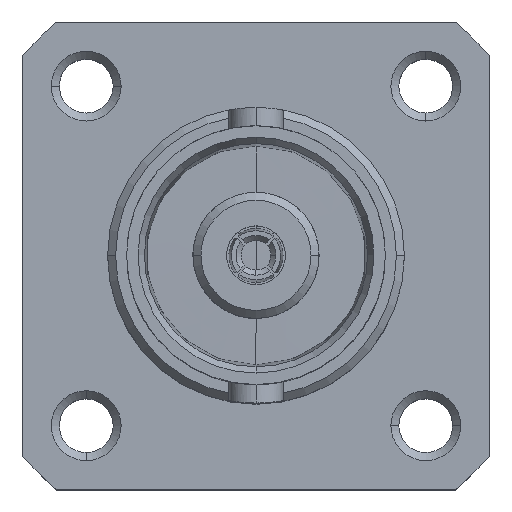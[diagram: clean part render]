
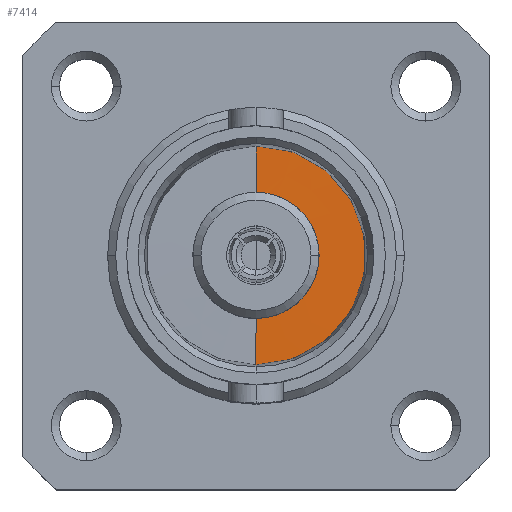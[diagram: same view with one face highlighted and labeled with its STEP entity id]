
A CAD part, top view. The second image highlights one B-rep face of the part: STEP entity #7414.
In plain terms, the highlighted conical face has half-angle 89.592 degrees and reference radius 4.44 mm.
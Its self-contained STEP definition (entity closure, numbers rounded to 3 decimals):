
#904 = LINE ( 'NONE', #6055, #9345 ) ;
#906 = LINE ( 'NONE', #6031, #9349 ) ;
#1222 = FACE_OUTER_BOUND ( 'NONE', #10353, .T. ) ;
#1505 = CARTESIAN_POINT ( 'NONE',  ( 0., 4.096, 5.369 ) ) ;
#1512 = CARTESIAN_POINT ( 'NONE',  ( 1.813, 3.682, 5.366 ) ) ;
#1515 = CARTESIAN_POINT ( 'NONE',  ( 1.32, 3.886, 5.367 ) ) ;
#1516 = CARTESIAN_POINT ( 'NONE',  ( 1.064, 3.964, 5.368 ) ) ;
#1517 = CARTESIAN_POINT ( 'NONE',  ( 2.054, 3.553, 5.365 ) ) ;
#1520 = CARTESIAN_POINT ( 'NONE',  ( 0.535, 4.069, 5.369 ) ) ;
#1521 = CARTESIAN_POINT ( 'NONE',  ( 0.267, 4.096, 5.369 ) ) ;
#1534 = CARTESIAN_POINT ( 'NONE',  ( 2.498, -3.256, 5.317 ) ) ;
#1537 = CARTESIAN_POINT ( 'NONE',  ( 0., -4.095, 5.311 ) ) ;
#1540 = CARTESIAN_POINT ( 'NONE',  ( 2.706, -3.085, 5.318 ) ) ;
#1542 = CARTESIAN_POINT ( 'NONE',  ( 0.268, -4.095, 5.311 ) ) ;
#1543 = CARTESIAN_POINT ( 'NONE',  ( 1.779, -1.559, 5.341 ) ) ;
#1545 = CARTESIAN_POINT ( 'NONE',  ( 1.876, -1.44, 5.342 ) ) ;
#1549 = CARTESIAN_POINT ( 'NONE',  ( 1.059, -3.964, 5.312 ) ) ;
#1550 = CARTESIAN_POINT ( 'NONE',  ( 0.534, -4.069, 5.311 ) ) ;
#1551 = CARTESIAN_POINT ( 'NONE',  ( 1.32, -3.885, 5.313 ) ) ;
#1552 = CARTESIAN_POINT ( 'NONE',  ( 1.814, -3.681, 5.314 ) ) ;
#1553 = CARTESIAN_POINT ( 'NONE',  ( 2.049, -3.555, 5.315 ) ) ;
#1555 = CARTESIAN_POINT ( 'NONE',  ( 0.311, -2.345, 5.336 ) ) ;
#1556 = CARTESIAN_POINT ( 'NONE',  ( 1.047, -2.121, 5.337 ) ) ;
#1557 = CARTESIAN_POINT ( 'NONE',  ( 0., -2.36, 5.336 ) ) ;
#1558 = CARTESIAN_POINT ( 'NONE',  ( 0.155, -2.36, 5.336 ) ) ;
#1559 = CARTESIAN_POINT ( 'NONE',  ( 0.612, -2.284, 5.336 ) ) ;
#1560 = CARTESIAN_POINT ( 'NONE',  ( 1.56, -1.778, 5.34 ) ) ;
#1561 = CARTESIAN_POINT ( 'NONE',  ( 1.183, -2.048, 5.338 ) ) ;
#1562 = CARTESIAN_POINT ( 'NONE',  ( 1.439, -1.877, 5.339 ) ) ;
#1563 = CARTESIAN_POINT ( 'NONE',  ( 2.048, -1.183, 5.344 ) ) ;
#1564 = CARTESIAN_POINT ( 'NONE',  ( 2.24, -0.76, 5.347 ) ) ;
#1565 = CARTESIAN_POINT ( 'NONE',  ( 0.76, -2.24, 5.337 ) ) ;
#1566 = CARTESIAN_POINT ( 'NONE',  ( 2.122, -1.045, 5.345 ) ) ;
#1567 = CARTESIAN_POINT ( 'NONE',  ( 2.499, 3.256, 5.363 ) ) ;
#1568 = CARTESIAN_POINT ( 'NONE',  ( 3.084, -2.707, 5.321 ) ) ;
#1569 = CARTESIAN_POINT ( 'NONE',  ( 3.255, -2.498, 5.322 ) ) ;
#1571 = CARTESIAN_POINT ( 'NONE',  ( 3.555, -2.051, 5.326 ) ) ;
#1572 = CARTESIAN_POINT ( 'NONE',  ( 3.68, -1.815, 5.327 ) ) ;
#1574 = CARTESIAN_POINT ( 'NONE',  ( 3.885, -1.321, 5.331 ) ) ;
#1577 = CARTESIAN_POINT ( 'NONE',  ( 2.705, 3.086, 5.362 ) ) ;
#1578 = CARTESIAN_POINT ( 'NONE',  ( 3.964, -1.06, 5.332 ) ) ;
#1579 = CARTESIAN_POINT ( 'NONE',  ( 4.069, -0.536, 5.336 ) ) ;
#1580 = CARTESIAN_POINT ( 'NONE',  ( 4.095, -0.27, 5.338 ) ) ;
#1581 = CARTESIAN_POINT ( 'NONE',  ( 4.095, 0.267, 5.342 ) ) ;
#1582 = CARTESIAN_POINT ( 'NONE',  ( 4.068, 0.538, 5.344 ) ) ;
#1583 = CARTESIAN_POINT ( 'NONE',  ( 3.964, 1.061, 5.347 ) ) ;
#1584 = CARTESIAN_POINT ( 'NONE',  ( 3.887, 1.317, 5.349 ) ) ;
#1585 = CARTESIAN_POINT ( 'NONE',  ( 3.68, 1.817, 5.353 ) ) ;
#1586 = CARTESIAN_POINT ( 'NONE',  ( 3.554, 2.053, 5.354 ) ) ;
#1587 = CARTESIAN_POINT ( 'NONE',  ( 3.257, 2.497, 5.358 ) ) ;
#1588 = CARTESIAN_POINT ( 'NONE',  ( 3.085, 2.707, 5.359 ) ) ;
#1599 = CARTESIAN_POINT ( 'NONE',  ( 2.345, -0.309, 5.35 ) ) ;
#1600 = CARTESIAN_POINT ( 'NONE',  ( 2.284, -0.613, 5.348 ) ) ;
#1602 = CARTESIAN_POINT ( 'NONE',  ( 2.36, -0.154, 5.351 ) ) ;
#1607 = CARTESIAN_POINT ( 'NONE',  ( 2.36, 0., 5.352 ) ) ;
#4900 = CARTESIAN_POINT ( 'NONE',  ( 2.36, 0., 5.352 ) ) ;
#4901 = CARTESIAN_POINT ( 'NONE',  ( 2.36, 0.307, 5.354 ) ) ;
#4902 = CARTESIAN_POINT ( 'NONE',  ( 2.298, 0.618, 5.357 ) ) ;
#4903 = CARTESIAN_POINT ( 'NONE',  ( 2.122, 1.045, 5.36 ) ) ;
#4904 = CARTESIAN_POINT ( 'NONE',  ( 2.048, 1.183, 5.361 ) ) ;
#4905 = CARTESIAN_POINT ( 'NONE',  ( 1.876, 1.44, 5.362 ) ) ;
#4906 = CARTESIAN_POINT ( 'NONE',  ( 1.779, 1.559, 5.363 ) ) ;
#4907 = CARTESIAN_POINT ( 'NONE',  ( 1.56, 1.777, 5.365 ) ) ;
#4908 = CARTESIAN_POINT ( 'NONE',  ( 1.439, 1.877, 5.365 ) ) ;
#4909 = CARTESIAN_POINT ( 'NONE',  ( 1.183, 2.048, 5.367 ) ) ;
#4910 = CARTESIAN_POINT ( 'NONE',  ( 1.048, 2.12, 5.367 ) ) ;
#4911 = CARTESIAN_POINT ( 'NONE',  ( 0.76, 2.24, 5.368 ) ) ;
#4912 = CARTESIAN_POINT ( 'NONE',  ( 0.612, 2.284, 5.368 ) ) ;
#4913 = CARTESIAN_POINT ( 'NONE',  ( 0.31, 2.345, 5.369 ) ) ;
#4914 = CARTESIAN_POINT ( 'NONE',  ( 0.155, 2.36, 5.369 ) ) ;
#4915 = CARTESIAN_POINT ( 'NONE',  ( 0., 2.36, 5.369 ) ) ;
#5339 = EDGE_CURVE ( 'NONE', #11181, #7037, #7853, .T. ) ;
#5348 = EDGE_CURVE ( 'NONE', #6929, #6946, #7857, .T. ) ;
#5743 = DIRECTION ( 'NONE',  ( 0., 0.007, -1. ) ) ;
#5751 = DIRECTION ( 'NONE',  ( 0., 1., 0.007 ) ) ;
#5793 = CARTESIAN_POINT ( 'NONE',  ( 0., -0.038, 5.337 ) ) ;
#5955 = DIRECTION ( 'NONE',  ( 0., 1., 0. ) ) ;
#6031 = CARTESIAN_POINT ( 'NONE',  ( 0., -4.478, 5.306 ) ) ;
#6032 = DIRECTION ( 'NONE',  ( 0., -1., -0.014 ) ) ;
#6055 = CARTESIAN_POINT ( 'NONE',  ( 0., 4.402, 5.369 ) ) ;
#6258 = ORIENTED_EDGE ( 'NONE', *, *, #8399, .F. ) ;
#6271 = ORIENTED_EDGE ( 'NONE', *, *, #5348, .F. ) ;
#6285 = ORIENTED_EDGE ( 'NONE', *, *, #5339, .F. ) ;
#6286 = ORIENTED_EDGE ( 'NONE', *, *, #7758, .F. ) ;
#6320 = ORIENTED_EDGE ( 'NONE', *, *, #7763, .T. ) ;
#6926 = VERTEX_POINT ( 'NONE', #11260 ) ;
#6929 = VERTEX_POINT ( 'NONE', #11234 ) ;
#6946 = VERTEX_POINT ( 'NONE', #11140 ) ;
#7037 = VERTEX_POINT ( 'NONE', #11051 ) ;
#7414 = ADVANCED_FACE ( 'NONE', ( #1222 ), #10649, .T. ) ;
#7684 = B_SPLINE_CURVE_WITH_KNOTS ( 'NONE', 3,
 ( #4900, #4901, #4902, #4903, #4904, #4905, #4906, #4907, #4908, #4909, #4910, #4911, #4912, #4913, #4914, #4915 ),
 .UNSPECIFIED., .F., .F.,
 ( 4, 2, 2, 2, 2, 2, 2, 4 ),
 ( 0.006, 0.007, 0.007, 0.008, 0.008, 0.009, 0.009, 0.01 ),
 .UNSPECIFIED. ) ;
#7758 = EDGE_CURVE ( 'NONE', #6926, #6929, #904, .T. ) ;
#7763 = EDGE_CURVE ( 'NONE', #11181, #6946, #906, .T. ) ;
#7853 = B_SPLINE_CURVE_WITH_KNOTS ( 'NONE', 3,
 ( #1557, #1558, #1555, #1559, #1565, #1556, #1561, #1562, #1560, #1543, #1545, #1563, #1566, #1564, #1600, #1599, #1602, #1607 ),
 .UNSPECIFIED., .F., .F.,
 ( 4, 2, 2, 2, 2, 2, 2, 2, 4 ),
 ( 0.002, 0.003, 0.003, 0.004, 0.004, 0.005, 0.005, 0.005, 0.006 ),
 .UNSPECIFIED. ) ;
#7857 = B_SPLINE_CURVE_WITH_KNOTS ( 'NONE', 3,
 ( #1505, #1521, #1520, #1516, #1515, #1512, #1517, #1567, #1577, #1588, #1587, #1586, #1585, #1584, #1583, #1582, #1581, #1580, #1579, #1578, #1574, #1572, #1571, #1569, #1568, #1540, #1534, #1553, #1552, #1551, #1549, #1550, #1542, #1537 ),
 .UNSPECIFIED., .F., .F.,
 ( 4, 2, 2, 2, 2, 2, 2, 2, 2, 2, 2, 2, 2, 2, 2, 2, 4 ),
 ( 0.009, 0.01, 0.011, 0.011, 0.012, 0.013, 0.014, 0.015, 0.015, 0.016, 0.017, 0.018, 0.019, 0.019, 0.02, 0.021, 0.022 ),
 .UNSPECIFIED. ) ;
#8399 = EDGE_CURVE ( 'NONE', #7037, #6926, #7684, .T. ) ;
#9345 = VECTOR ( 'NONE', #5955, 1000. ) ;
#9349 = VECTOR ( 'NONE', #6032, 1000. ) ;
#10353 = EDGE_LOOP ( 'NONE', ( #6285, #6320, #6271, #6286, #6258 ) ) ;
#10649 = CONICAL_SURFACE ( 'NONE', #10656, 4.44, 1.564 ) ;
#10656 = AXIS2_PLACEMENT_3D ( 'NONE', #5793, #5743, #5751 ) ;
#10830 = CARTESIAN_POINT ( 'NONE',  ( 0., -2.36, 5.336 ) ) ;
#11051 = CARTESIAN_POINT ( 'NONE',  ( 2.36, 0., 5.352 ) ) ;
#11140 = CARTESIAN_POINT ( 'NONE',  ( 0., -4.095, 5.311 ) ) ;
#11181 = VERTEX_POINT ( 'NONE', #10830 ) ;
#11234 = CARTESIAN_POINT ( 'NONE',  ( 0., 4.096, 5.369 ) ) ;
#11260 = CARTESIAN_POINT ( 'NONE',  ( 0., 2.36, 5.369 ) ) ;
